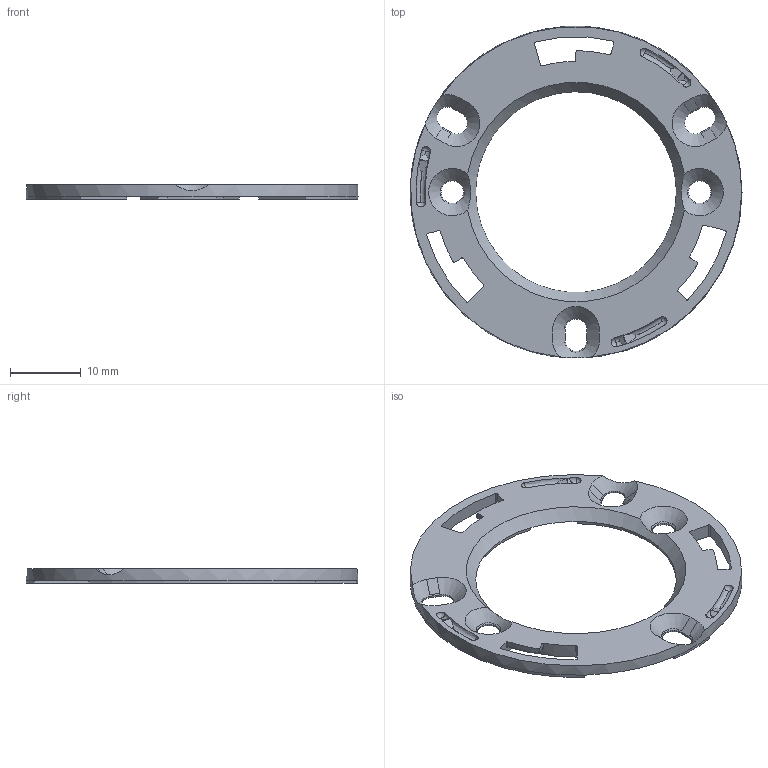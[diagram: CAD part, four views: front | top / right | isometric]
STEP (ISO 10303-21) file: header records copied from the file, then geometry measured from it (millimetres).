
FILE_DESCRIPTION(('STEP AP214'),'1');
FILE_NAME('ces B + W.stp','2017-03-31T16:19:39',(' '),(' '),'Spatial InterOp 3D',' ',' ');
FILE_SCHEMA(('automotive_design'));
Length unit declared in the file: millimetre
Products named in the file (1): Base holder bi-pièces B + W
Bounding box: 46.99 x 46.95 x 2 mm (x, y, z)
Volume: 1508.7 mm3; surface area: 2544.8 mm2
Topology: 1 solids, 1 shells, 162 faces, 437 edges, 268 vertices
Faces by surface type: plane 66, cone 39, bspline 33, torus 12, cylinder 6, sphere 6
Entity records: 7692 total; most frequent: CARTESIAN_POINT 2612, ORIENTED_EDGE 850, DIRECTION 717, EDGE_CURVE 425, AXIS2_PLACEMENT_3D 301, VERTEX_POINT 270, EDGE_LOOP 185, CIRCLE 171
